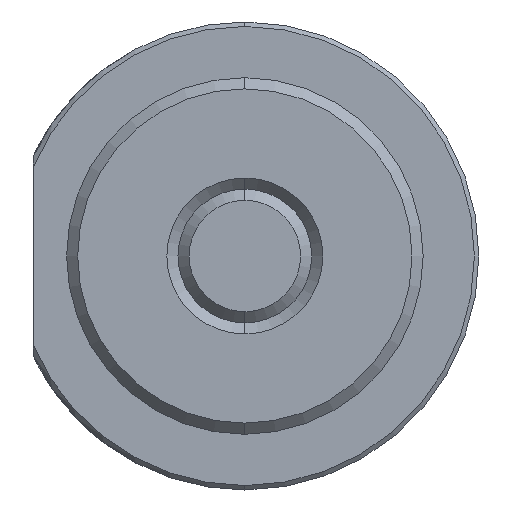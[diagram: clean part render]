
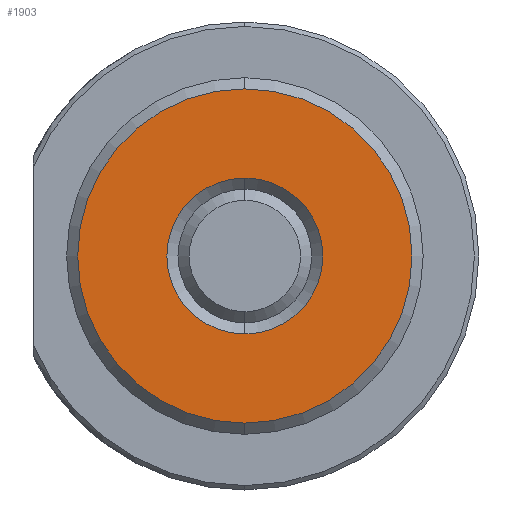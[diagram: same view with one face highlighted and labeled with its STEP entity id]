
A CAD part, left-side view. The second image highlights one B-rep face of the part: STEP entity #1903.
In plain terms, the highlighted planar face has unit normal (-1, 0, 0).
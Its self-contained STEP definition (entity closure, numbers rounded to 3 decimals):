
#85 = DIRECTION ( 'NONE',  ( 0., 0., -1. ) ) ;
#86 = DIRECTION ( 'NONE',  ( -1., 0., 0. ) ) ;
#106 = CARTESIAN_POINT ( 'NONE',  ( 0., 0., 0. ) ) ;
#368 = AXIS2_PLACEMENT_3D ( 'NONE', #1250, #1252, #1253 ) ;
#471 = EDGE_CURVE ( 'NONE', #3311, #3329, #2115, .T. ) ;
#489 = EDGE_CURVE ( 'NONE', #3306, #2844, #2136, .T. ) ;
#576 = EDGE_CURVE ( 'NONE', #3329, #3311, #2200, .T. ) ;
#598 = AXIS2_PLACEMENT_3D ( 'NONE', #2883, #2872, #2871 ) ;
#624 = AXIS2_PLACEMENT_3D ( 'NONE', #3039, #3029, #3028 ) ;
#639 = EDGE_CURVE ( 'NONE', #2844, #3306, #2256, .T. ) ;
#693 = AXIS2_PLACEMENT_3D ( 'NONE', #106, #86, #85 ) ;
#761 = AXIS2_PLACEMENT_3D ( 'NONE', #3124, #3119, #3118 ) ;
#1250 = CARTESIAN_POINT ( 'NONE',  ( 0., 3., 0. ) ) ;
#1251 = PLANE ( 'NONE',  #368 ) ;
#1252 = DIRECTION ( 'NONE',  ( 1., 0., 0. ) ) ;
#1253 = DIRECTION ( 'NONE',  ( 0., 0., -1. ) ) ;
#1340 = CARTESIAN_POINT ( 'NONE',  ( 0., 0., 7.5 ) ) ;
#1446 = CARTESIAN_POINT ( 'NONE',  ( 0., 0., -7.5 ) ) ;
#1451 = CARTESIAN_POINT ( 'NONE',  ( 0., 0., -3.5 ) ) ;
#1469 = CARTESIAN_POINT ( 'NONE',  ( 0., 0., 3.5 ) ) ;
#1732 = FACE_BOUND ( 'NONE', #1995, .T. ) ;
#1736 = FACE_OUTER_BOUND ( 'NONE', #2001, .T. ) ;
#1903 = ADVANCED_FACE ( 'NONE', ( #1732, #1736 ), #1251, .F. ) ;
#1995 = EDGE_LOOP ( 'NONE', ( #2434, #2695 ) ) ;
#2001 = EDGE_LOOP ( 'NONE', ( #2697, #2667 ) ) ;
#2115 = CIRCLE ( 'NONE', #761, 3.5 ) ;
#2136 = CIRCLE ( 'NONE', #624, 7.5 ) ;
#2200 = CIRCLE ( 'NONE', #598, 3.5 ) ;
#2256 = CIRCLE ( 'NONE', #693, 7.5 ) ;
#2434 = ORIENTED_EDGE ( 'NONE', *, *, #576, .T. ) ;
#2667 = ORIENTED_EDGE ( 'NONE', *, *, #639, .T. ) ;
#2695 = ORIENTED_EDGE ( 'NONE', *, *, #471, .T. ) ;
#2697 = ORIENTED_EDGE ( 'NONE', *, *, #489, .T. ) ;
#2844 = VERTEX_POINT ( 'NONE', #1340 ) ;
#2871 = DIRECTION ( 'NONE',  ( 0., 0., -1. ) ) ;
#2872 = DIRECTION ( 'NONE',  ( 1., 0., 0. ) ) ;
#2883 = CARTESIAN_POINT ( 'NONE',  ( 0., 0., 0. ) ) ;
#3028 = DIRECTION ( 'NONE',  ( 0., 0., -1. ) ) ;
#3029 = DIRECTION ( 'NONE',  ( -1., 0., 0. ) ) ;
#3039 = CARTESIAN_POINT ( 'NONE',  ( 0., 0., 0. ) ) ;
#3118 = DIRECTION ( 'NONE',  ( 0., 0., -1. ) ) ;
#3119 = DIRECTION ( 'NONE',  ( 1., 0., 0. ) ) ;
#3124 = CARTESIAN_POINT ( 'NONE',  ( 0., 0., 0. ) ) ;
#3306 = VERTEX_POINT ( 'NONE', #1446 ) ;
#3311 = VERTEX_POINT ( 'NONE', #1451 ) ;
#3329 = VERTEX_POINT ( 'NONE', #1469 ) ;
